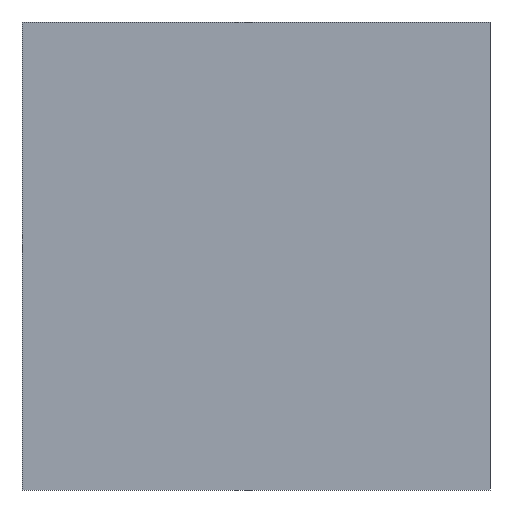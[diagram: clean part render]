
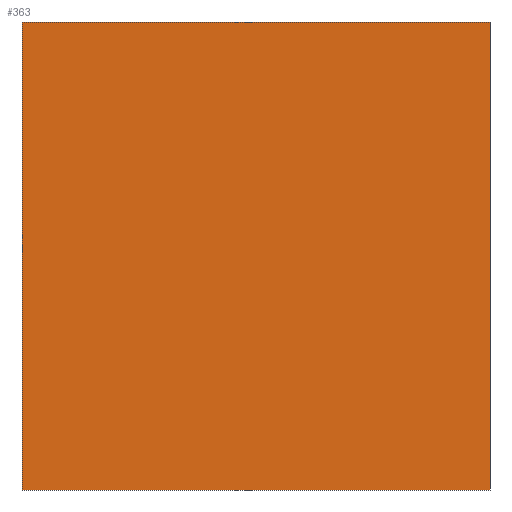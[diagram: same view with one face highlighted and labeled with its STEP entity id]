
A CAD part, front view. The second image highlights one B-rep face of the part: STEP entity #363.
In plain terms, the highlighted planar face has unit normal (0, -1, 0).
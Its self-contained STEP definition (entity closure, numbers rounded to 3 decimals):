
#363=ADVANCED_FACE('',(#655),#657,.T.);
#655=FACE_OUTER_BOUND('',#656,.T.);
#656=EDGE_LOOP('',(#1003,#1004,#1005,#1006));
#657=PLANE('',#658);
#658=AXIS2_PLACEMENT_3D('',#659,#660,#661);
#659=CARTESIAN_POINT('',(-50.,-50.,0.));
#660=DIRECTION('',(0.,-1.,0.));
#661=DIRECTION('',(1.,0.,0.));
#1003=ORIENTED_EDGE('',*,*,#1205,.T.);
#1004=ORIENTED_EDGE('',*,*,#1183,.T.);
#1005=ORIENTED_EDGE('',*,*,#1204,.F.);
#1006=ORIENTED_EDGE('',*,*,#1206,.F.);
#1183=EDGE_CURVE('',#1378,#1376,#1379,.T.);
#1204=EDGE_CURVE('',#1415,#1376,#1417,.T.);
#1205=EDGE_CURVE('',#1418,#1378,#1419,.T.);
#1206=EDGE_CURVE('',#1418,#1415,#1420,.T.);
#1376=VERTEX_POINT('',#1767);
#1378=VERTEX_POINT('',#1771);
#1379=LINE('',#1772,#1773);
#1415=VERTEX_POINT('',#1849);
#1417=LINE('',#1853,#1854);
#1418=VERTEX_POINT('',#1856);
#1419=LINE('',#1857,#1858);
#1420=LINE('',#1860,#1861);
#1767=CARTESIAN_POINT('',(50.,-50.,100.));
#1771=CARTESIAN_POINT('',(50.,-50.,0.));
#1772=CARTESIAN_POINT('',(50.,-50.,0.));
#1773=VECTOR('',#1774,1.);
#1774=DIRECTION('',(0.,0.,1.));
#1849=CARTESIAN_POINT('',(-50.,-50.,100.));
#1853=CARTESIAN_POINT('',(-50.,-50.,100.));
#1854=VECTOR('',#1855,1.);
#1855=DIRECTION('',(1.,0.,0.));
#1856=CARTESIAN_POINT('',(-50.,-50.,0.));
#1857=CARTESIAN_POINT('',(-50.,-50.,0.));
#1858=VECTOR('',#1859,1.);
#1859=DIRECTION('',(1.,0.,0.));
#1860=CARTESIAN_POINT('',(-50.,-50.,0.));
#1861=VECTOR('',#1862,1.);
#1862=DIRECTION('',(0.,0.,1.));
